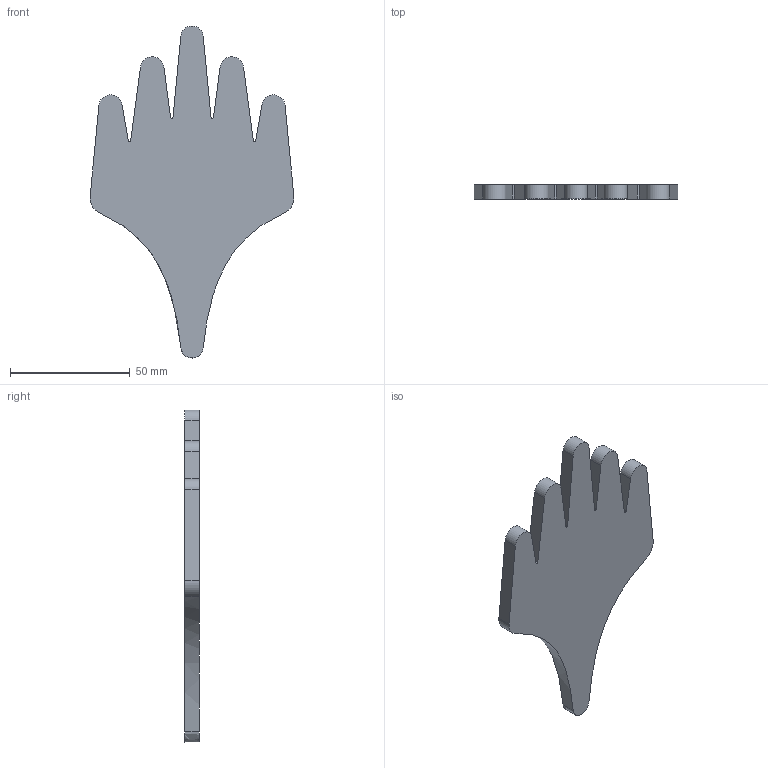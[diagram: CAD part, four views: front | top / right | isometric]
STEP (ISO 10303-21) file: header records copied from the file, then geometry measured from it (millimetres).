
FILE_DESCRIPTION(/* description */ (''),/* implementation_level */ '2;1');
FILE_NAME(/* name */ 'MTG v2.stp',/* time_stamp */ '2025-09-12T00:14:03+02:00',/* author */ (''),/* organization */ (''),/* preprocessor_version */ 'ST-DEVELOPER v20.1',/* originating_system */ 'Autodesk Translation Framework v14.10.0.0',/* authorisation */ '');
FILE_SCHEMA (('AUTOMOTIVE_DESIGN { 1 0 10303 214 3 1 1 }'));
Length unit declared in the file: millimetre
Products named in the file (1): MTG
Bounding box: 85.17 x 6 x 138.72 mm (x, y, z)
Volume: 21524.5 mm3; surface area: 17711.8 mm2
Topology: 1 solids, 1 shells, 51 faces, 144 edges, 96 vertices
Faces by surface type: plane 23, cylinder 22, bspline 6
Entity records: 1921 total; most frequent: CARTESIAN_POINT 574, ORIENTED_EDGE 288, DIRECTION 264, EDGE_CURVE 144, VERTEX_POINT 96, AXIS2_PLACEMENT_3D 90, LINE 84, VECTOR 84
